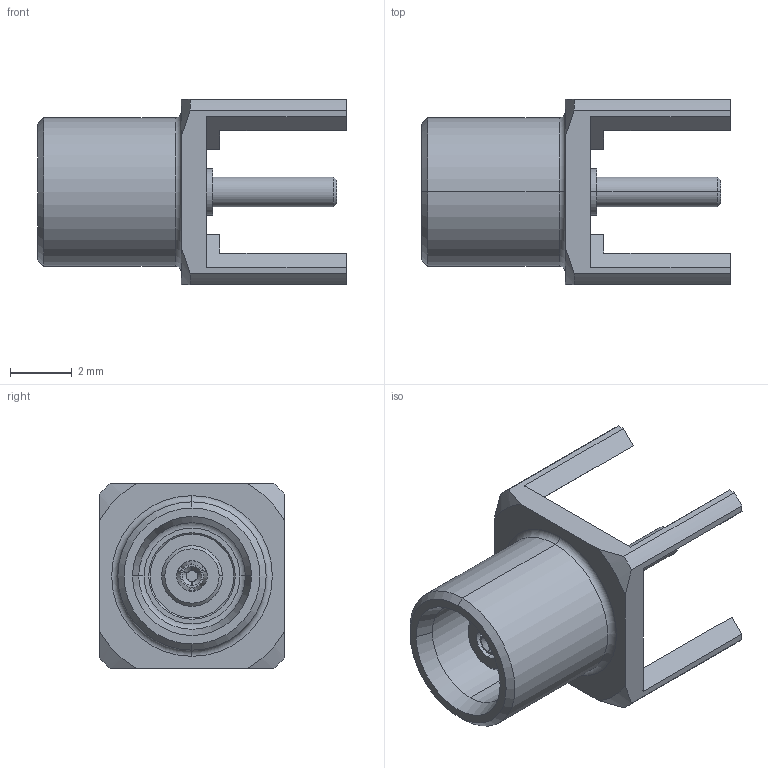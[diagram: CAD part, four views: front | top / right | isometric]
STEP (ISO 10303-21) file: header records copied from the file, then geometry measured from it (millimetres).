
FILE_DESCRIPTION (( 'STEP AP203' ), '1' );
FILE_NAME ('R113.426.000F.STEP', '2011-07-05T11:37:35', ( 'RADIALL' ), ( 'RADIALL' ), 'SwSTEP 2.0', 'SolidWorks 2011', '' );
FILE_SCHEMA (( 'CONFIG_CONTROL_DESIGN' ));
Length unit declared in the file: millimetre
Products named in the file (1): R113.426.000F
Bounding box: 9.99 x 6 x 6 mm (x, y, z)
Volume: 95.8 mm3; surface area: 299 mm2
Topology: 1 solids, 1 shells, 103 faces, 264 edges, 171 vertices
Faces by surface type: plane 43, cylinder 28, cone 28, torus 4
Entity records: 3297 total; most frequent: CARTESIAN_POINT 665, DIRECTION 558, ORIENTED_EDGE 528, EDGE_CURVE 264, AXIS2_PLACEMENT_3D 220, VERTEX_POINT 171, LINE 118, VECTOR 118
